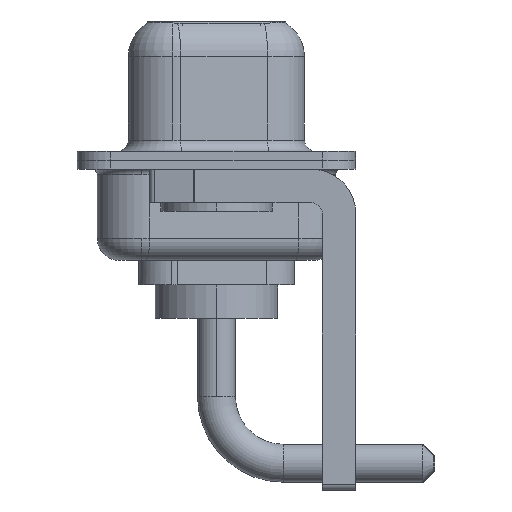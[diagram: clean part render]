
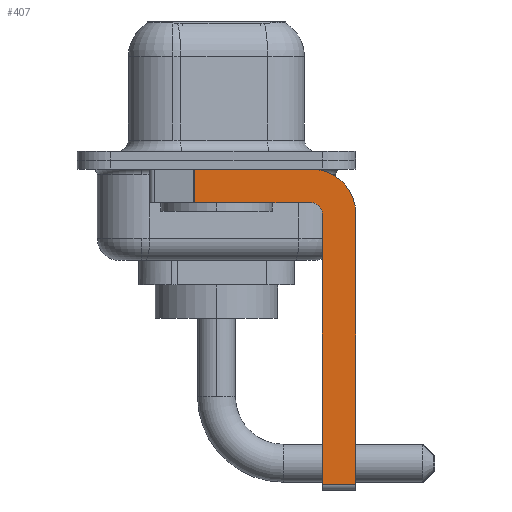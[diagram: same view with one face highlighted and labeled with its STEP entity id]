
A CAD part, left-side view. The second image highlights one B-rep face of the part: STEP entity #407.
In plain terms, the highlighted planar face has unit normal (-1, 0, 0).
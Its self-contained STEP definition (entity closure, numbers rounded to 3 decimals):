
#114 = VERTEX_POINT ( 'NONE', #11366 ) ;
#388 = CIRCLE ( 'NONE', #2647, 2. ) ;
#407 = ADVANCED_FACE ( 'NONE', ( #11787 ), #9664, .F. ) ;
#483 = CARTESIAN_POINT ( 'NONE',  ( -2.9, -4.25, -2.4 ) ) ;
#869 = CARTESIAN_POINT ( 'NONE',  ( -2.9, -6.25, -2.4 ) ) ;
#1226 = LINE ( 'NONE', #3507, #13079 ) ;
#1239 = CARTESIAN_POINT ( 'NONE',  ( -2.9, -4.75, -14.8 ) ) ;
#1433 = ORIENTED_EDGE ( 'NONE', *, *, #4343, .F. ) ;
#1488 = VERTEX_POINT ( 'NONE', #9917 ) ;
#1716 = LINE ( 'NONE', #11613, #12222 ) ;
#1954 = DIRECTION ( 'NONE',  ( -1., 0., 0. ) ) ;
#1983 = VERTEX_POINT ( 'NONE', #3345 ) ;
#2232 = EDGE_CURVE ( 'NONE', #7656, #1983, #3657, .T. ) ;
#2411 = EDGE_CURVE ( 'NONE', #1488, #7656, #5523, .T. ) ;
#2478 = ORIENTED_EDGE ( 'NONE', *, *, #12568, .F. ) ;
#2647 = AXIS2_PLACEMENT_3D ( 'NONE', #483, #5902, #6040 ) ;
#2677 = AXIS2_PLACEMENT_3D ( 'NONE', #4253, #14075, #3172 ) ;
#3172 = DIRECTION ( 'NONE',  ( 0., 0., -1. ) ) ;
#3219 = CARTESIAN_POINT ( 'NONE',  ( -2.9, -6.25, -14.55 ) ) ;
#3345 = CARTESIAN_POINT ( 'NONE',  ( -2.9, -4.25, -1.9 ) ) ;
#3366 = DIRECTION ( 'NONE',  ( 0., 1., 0. ) ) ;
#3412 = CARTESIAN_POINT ( 'NONE',  ( -2.9, -4.75, -2.4 ) ) ;
#3507 = CARTESIAN_POINT ( 'NONE',  ( -2.9, -4.25, -1.9 ) ) ;
#3657 = CIRCLE ( 'NONE', #13882, 0.5 ) ;
#3866 = CARTESIAN_POINT ( 'NONE',  ( -2.9, 0.978, -0.4 ) ) ;
#4036 = DIRECTION ( 'NONE',  ( 0., 0., 1. ) ) ;
#4106 = ORIENTED_EDGE ( 'NONE', *, *, #2411, .F. ) ;
#4253 = CARTESIAN_POINT ( 'NONE',  ( -2.9, -4.25, -2.4 ) ) ;
#4342 = DIRECTION ( 'NONE',  ( 0., 0., -1. ) ) ;
#4343 = EDGE_CURVE ( 'NONE', #1983, #6298, #1226, .T. ) ;
#4442 = VECTOR ( 'NONE', #4342, 1000. ) ;
#4446 = VERTEX_POINT ( 'NONE', #3866 ) ;
#4569 = EDGE_CURVE ( 'NONE', #11340, #11879, #11616, .T. ) ;
#5244 = ORIENTED_EDGE ( 'NONE', *, *, #11190, .T. ) ;
#5512 = VECTOR ( 'NONE', #10541, 1000. ) ;
#5523 = LINE ( 'NONE', #1239, #7087 ) ;
#5902 = DIRECTION ( 'NONE',  ( 1., 0., 0. ) ) ;
#6040 = DIRECTION ( 'NONE',  ( 0., 0., -1. ) ) ;
#6064 = VECTOR ( 'NONE', #11014, 1000. ) ;
#6298 = VERTEX_POINT ( 'NONE', #7027 ) ;
#6345 = CARTESIAN_POINT ( 'NONE',  ( -2.9, 0.978, -1.9 ) ) ;
#7027 = CARTESIAN_POINT ( 'NONE',  ( -2.9, 0.978, -1.9 ) ) ;
#7087 = VECTOR ( 'NONE', #9867, 1000. ) ;
#7437 = ORIENTED_EDGE ( 'NONE', *, *, #8846, .T. ) ;
#7656 = VERTEX_POINT ( 'NONE', #3412 ) ;
#7970 = CARTESIAN_POINT ( 'NONE',  ( -2.9, 3., -0.4 ) ) ;
#8846 = EDGE_CURVE ( 'NONE', #4446, #6298, #12891, .T. ) ;
#9511 = ORIENTED_EDGE ( 'NONE', *, *, #12345, .F. ) ;
#9664 = PLANE ( 'NONE',  #2677 ) ;
#9867 = DIRECTION ( 'NONE',  ( 0., 0., 1. ) ) ;
#9917 = CARTESIAN_POINT ( 'NONE',  ( -2.9, -4.75, -14.55 ) ) ;
#10296 = ORIENTED_EDGE ( 'NONE', *, *, #4569, .F. ) ;
#10541 = DIRECTION ( 'NONE',  ( 0., 0., -1. ) ) ;
#10714 = EDGE_LOOP ( 'NONE', ( #9511, #7437, #1433, #11415, #4106, #5244, #10296, #2478 ) ) ;
#11014 = DIRECTION ( 'NONE',  ( 0., -1., 0. ) ) ;
#11190 = EDGE_CURVE ( 'NONE', #1488, #11879, #1716, .T. ) ;
#11340 = VERTEX_POINT ( 'NONE', #12898 ) ;
#11366 = CARTESIAN_POINT ( 'NONE',  ( -2.9, -4.25, -0.4 ) ) ;
#11415 = ORIENTED_EDGE ( 'NONE', *, *, #2232, .F. ) ;
#11467 = DIRECTION ( 'NONE',  ( 0., -1., 0. ) ) ;
#11613 = CARTESIAN_POINT ( 'NONE',  ( -2.9, -4.25, -14.55 ) ) ;
#11616 = LINE ( 'NONE', #869, #5512 ) ;
#11704 = CARTESIAN_POINT ( 'NONE',  ( -2.9, -4.25, -2.4 ) ) ;
#11787 = FACE_OUTER_BOUND ( 'NONE', #10714, .T. ) ;
#11879 = VERTEX_POINT ( 'NONE', #3219 ) ;
#12222 = VECTOR ( 'NONE', #11467, 1000. ) ;
#12345 = EDGE_CURVE ( 'NONE', #4446, #114, #12371, .T. ) ;
#12371 = LINE ( 'NONE', #7970, #6064 ) ;
#12568 = EDGE_CURVE ( 'NONE', #114, #11340, #388, .T. ) ;
#12891 = LINE ( 'NONE', #6345, #4442 ) ;
#12898 = CARTESIAN_POINT ( 'NONE',  ( -2.9, -6.25, -2.4 ) ) ;
#13079 = VECTOR ( 'NONE', #3366, 1000. ) ;
#13882 = AXIS2_PLACEMENT_3D ( 'NONE', #11704, #1954, #4036 ) ;
#14075 = DIRECTION ( 'NONE',  ( 1., 0., 0. ) ) ;
